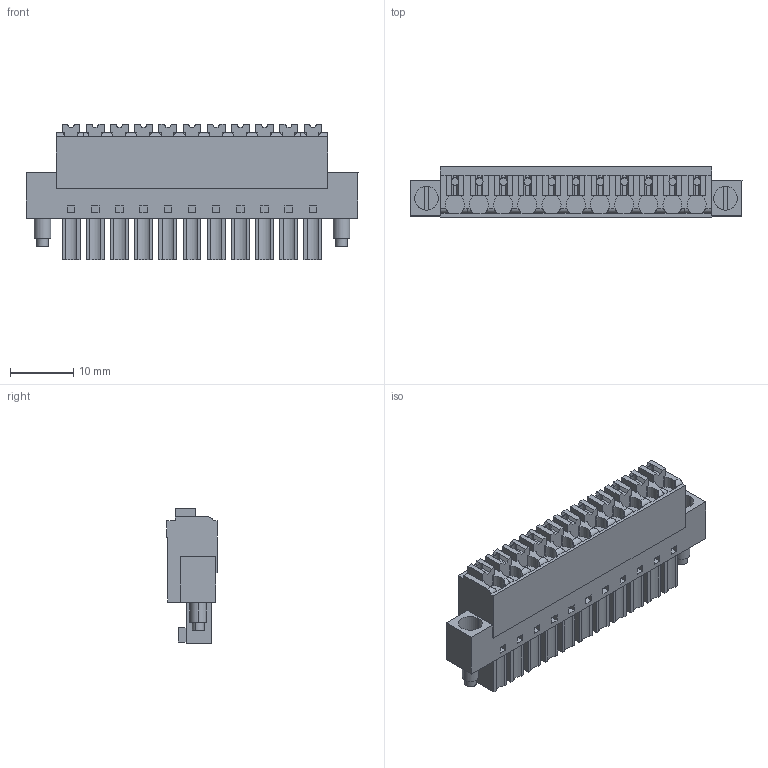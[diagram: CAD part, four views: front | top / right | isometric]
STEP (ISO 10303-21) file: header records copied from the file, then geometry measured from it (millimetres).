
FILE_DESCRIPTION(('CATIA V5 STEP Exchange','CAx-IF Rec.Pracs.--- Model Styling and Organization---1.4--- 2014-01-23'),'2;1');
FILE_NAME ('D1486583_0', '2021-05-20T07:34:11+00:00', ('none'), ('Weidmueller'), 'CATIA Version 5-6 Release 2016 SP3 HF44', 'CATIA V5 STEP AP214', 'none');
FILE_SCHEMA(('AUTOMOTIVE_DESIGN { 1 0 10303 214 1 1 1 1 }'));
Length unit declared in the file: millimetre
Products named in the file (1): 1971900000
Bounding box: 52.3 x 7.9 x 21.4 mm (x, y, z)
Volume: 5413.1 mm3; surface area: 4888.6 mm2
Topology: 14 solids, 14 shells, 709 faces, 1885 edges, 1254 vertices
Faces by surface type: plane 565, cylinder 144
Entity records: 21335 total; most frequent: CARTESIAN_POINT 4204, ORIENTED_EDGE 3770, DIRECTION 2648, EDGE_CURVE 1885, VECTOR 1503, LINE 1503, VERTEX_POINT 1254, EDGE_LOOP 785
